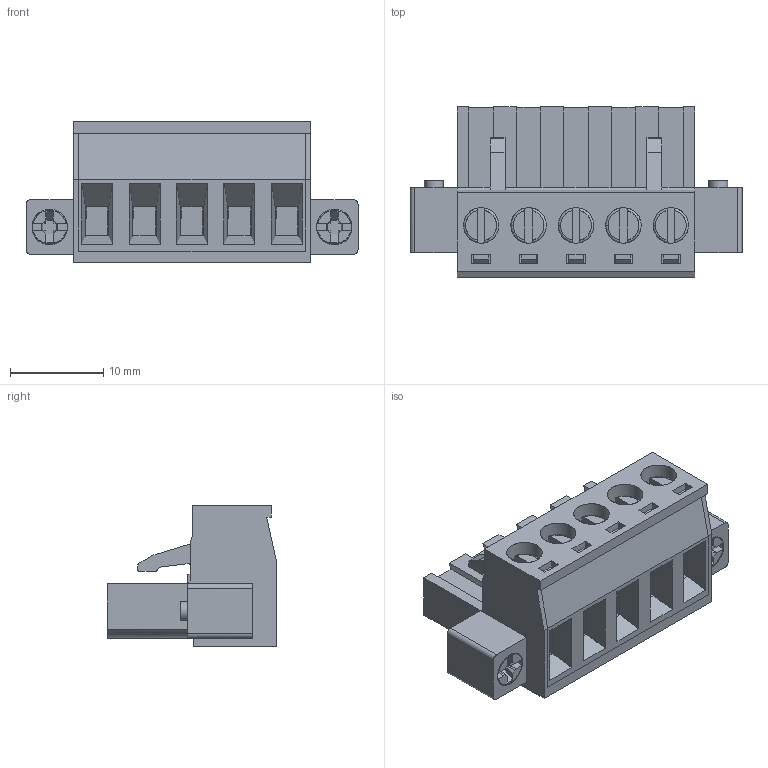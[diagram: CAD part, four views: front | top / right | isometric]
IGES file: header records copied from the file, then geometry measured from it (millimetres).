
Start section: C
Global section: file name: 691340500005.iges; native system: By Siemens PLM Incorporated; preprocessor: XPlus GENERIC/IGES 18.0.17; author: Author; organization: Title; date: 20160614.114652; units: millimetre
Bounding box: 35.56 x 18.2 x 15.1 mm (x, y, z)
Surface area: 8576.2 mm2 (no closed solid volume)
Topology: 0 solids, 0 shells, 1313 faces, 7370 edges, 7370 vertices
Faces by surface type: bspline 1313
